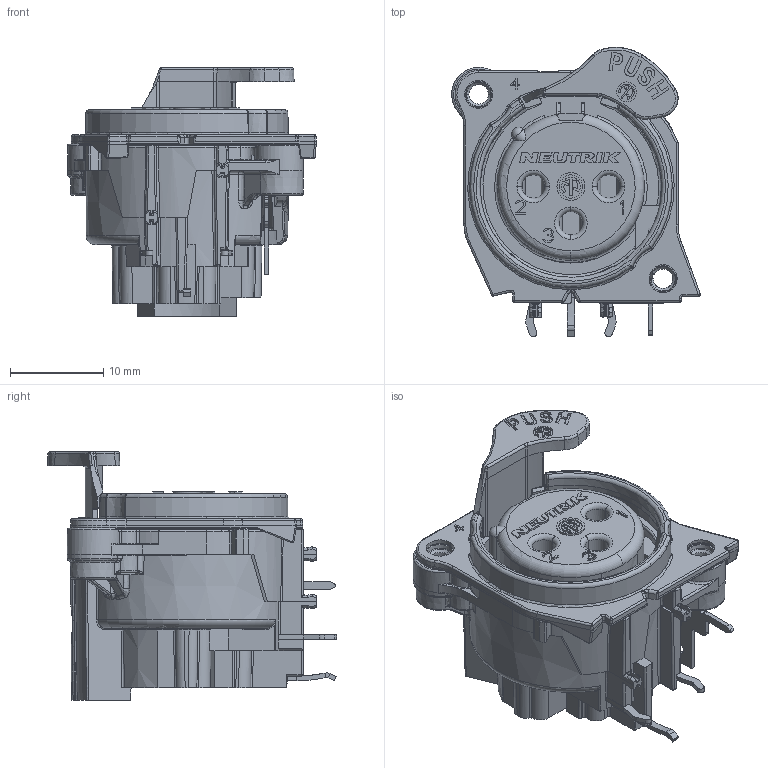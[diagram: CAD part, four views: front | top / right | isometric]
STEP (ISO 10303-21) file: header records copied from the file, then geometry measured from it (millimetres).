
FILE_DESCRIPTION((''),'2;1');
FILE_NAME('30009336','2023-04-27T15:42:31',('SYSTEM'),(''),'CREO PARAMETRIC BY PTC INC, 2021184','CREO PARAMETRIC BY PTC INC, 2021184','');
FILE_SCHEMA(('CONFIG_CONTROL_DESIGN'));
Products named in the file (1): 30009336
Bounding box: 26.68 x 31.04 x 26.7 mm (x, y, z)
Volume: 6257.7 mm3; surface area: 5552.7 mm2
Topology: 1 solids, 2 shells, 1902 faces, 4973 edges, 3072 vertices
Faces by surface type: plane 704, cylinder 457, bspline 299, torus 178, cone 101, sphere 83, extrusion 80
Entity records: 69933 total; most frequent: CARTESIAN_POINT 25934, ORIENTED_EDGE 9944, DIRECTION 8207, EDGE_CURVE 4972, VERTEX_POINT 3072, AXIS2_PLACEMENT_3D 2956, VECTOR 2295, LINE 2215
